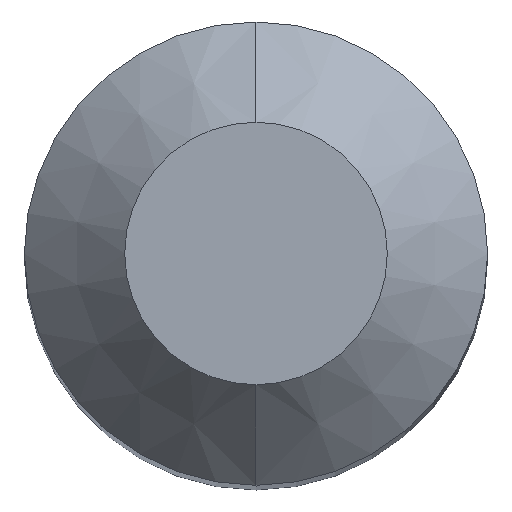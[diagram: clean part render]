
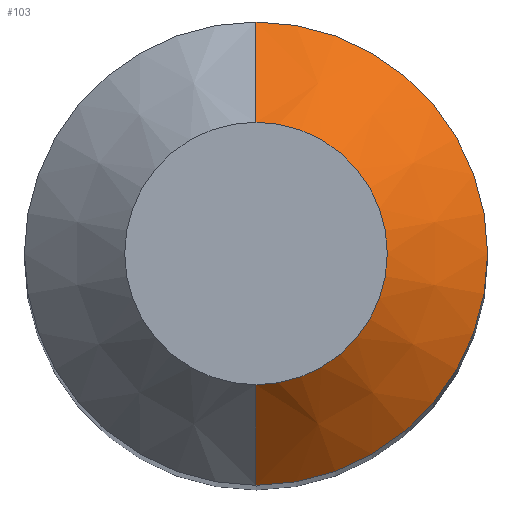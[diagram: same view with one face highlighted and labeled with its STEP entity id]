
A CAD part, top view. The second image highlights one B-rep face of the part: STEP entity #103.
In plain terms, the highlighted conical face has half-angle 45 degrees and reference radius 2.35 mm.
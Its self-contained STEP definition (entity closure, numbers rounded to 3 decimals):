
#103=ADVANCED_FACE('',(#196),#197,.T.);
#196=FACE_OUTER_BOUND('',#309,.T.);
#197=CONICAL_SURFACE('',#310,2.35,0.785);
#309=EDGE_LOOP('',(#405,#406,#407,#408));
#310=AXIS2_PLACEMENT_3D('',#409,#410,#411);
#405=ORIENTED_EDGE('',*,*,#550,.F.);
#406=ORIENTED_EDGE('',*,*,#551,.T.);
#407=ORIENTED_EDGE('',*,*,#552,.F.);
#408=ORIENTED_EDGE('',*,*,#553,.F.);
#409=CARTESIAN_POINT('',(0.,0.0,35.35));
#410=DIRECTION('',(0.,-0.0,-1.0));
#411=DIRECTION('',(0.0,1.0,0.0));
#550=EDGE_CURVE('',#627,#628,#629,.T.);
#551=EDGE_CURVE('',#627,#630,#631,.T.);
#552=EDGE_CURVE('',#632,#630,#633,.T.);
#553=EDGE_CURVE('',#628,#632,#634,.T.);
#627=VERTEX_POINT('',#707);
#628=VERTEX_POINT('',#708);
#629=LINE('',#709,#710);
#630=VERTEX_POINT('',#711);
#631=CIRCLE('',#712,1.7);
#632=VERTEX_POINT('',#713);
#633=LINE('',#714,#715);
#634=CIRCLE('',#716,3.0);
#707=CARTESIAN_POINT('',(0.,1.7,36.0));
#708=CARTESIAN_POINT('',(0.,3.0,34.7));
#709=CARTESIAN_POINT('',(0.,2.35,35.35));
#710=VECTOR('',#790,1.0);
#711=CARTESIAN_POINT('',(0.,-1.7,36.0));
#712=AXIS2_PLACEMENT_3D('',#791,#792,#793);
#713=CARTESIAN_POINT('',(0.,-3.0,34.7));
#714=CARTESIAN_POINT('',(0.,-2.35,35.35));
#715=VECTOR('',#794,1.0);
#716=AXIS2_PLACEMENT_3D('',#795,#796,#797);
#790=DIRECTION('',(0.,0.707,-0.707));
#791=CARTESIAN_POINT('',(0.,0.0,36.0));
#792=DIRECTION('',(0.,0.0,-1.0));
#793=DIRECTION('',(0.0,1.0,0.0));
#794=DIRECTION('',(0.,0.707,0.707));
#795=CARTESIAN_POINT('',(0.,0.0,34.7));
#796=DIRECTION('',(0.,0.0,-1.0));
#797=DIRECTION('',(0.0,1.0,0.0));
